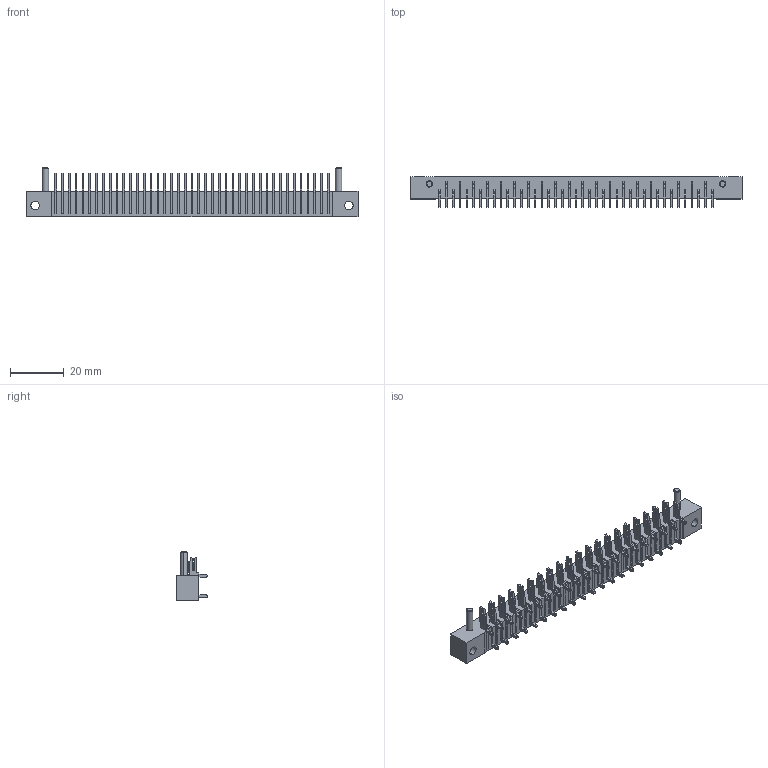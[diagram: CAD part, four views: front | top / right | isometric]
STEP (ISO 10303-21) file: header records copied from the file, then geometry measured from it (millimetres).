
FILE_DESCRIPTION (( 'STEP AP203' ), '1' );
FILE_NAME ('423-041-520-102.STEP', '2019-11-28T19:48:37', ( '' ), ( '' ), 'SwSTEP 2.0', 'SolidWorks 2016', '' );
FILE_SCHEMA (( 'CONFIG_CONTROL_DESIGN' ));
Length unit declared in the file: inch
Products named in the file (4): 421-290-002_120; 423-041-520-102; 421-290-001_120; 423 Part_41
Assembly tree (42 placements, depth 2):
  423-041-520-102
    423 Part_41
    421-290-001_120  x20
    421-290-002_120  x21
Bounding box: 123.7 x 11.4 x 18.29 mm (x, y, z)
Volume: 9487.4 mm3; surface area: 14356.7 mm2
Topology: 42 solids, 42 shells, 1387 faces, 3874 edges, 2580 vertices
Faces by surface type: plane 1127, cylinder 256, cone 4
Entity records: 12372 total; most frequent: CARTESIAN_POINT 1964, ORIENTED_EDGE 1892, DIRECTION 1816, EDGE_CURVE 946, LINE 824, VECTOR 824, VERTEX_POINT 628, AXIS2_PLACEMENT_3D 496
